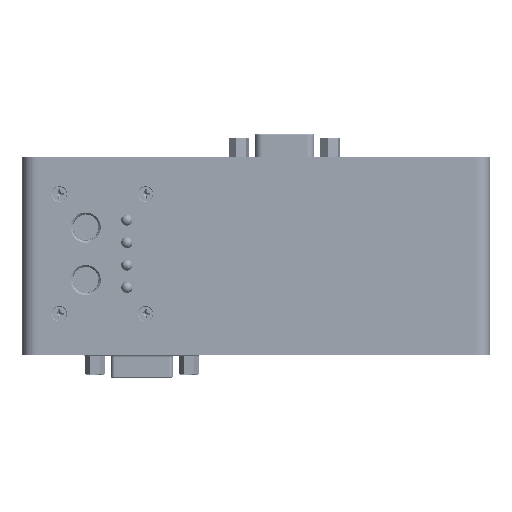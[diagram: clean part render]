
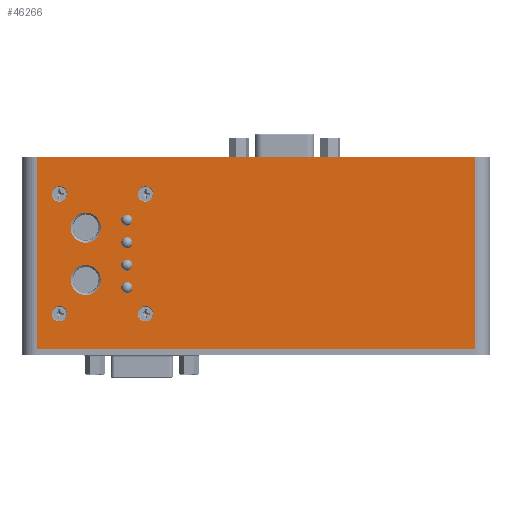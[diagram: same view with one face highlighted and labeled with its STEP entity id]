
A CAD part, top view. The second image highlights one B-rep face of the part: STEP entity #46266.
In plain terms, the highlighted planar face has unit normal (0, 0, 1).
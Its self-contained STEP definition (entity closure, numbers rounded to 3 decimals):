
#1595=FACE_BOUND('',#8070,.T.);
#1596=FACE_BOUND('',#8071,.T.);
#1597=FACE_BOUND('',#8072,.T.);
#1598=FACE_BOUND('',#8073,.T.);
#1599=FACE_BOUND('',#8074,.T.);
#1600=FACE_BOUND('',#8075,.T.);
#1601=FACE_BOUND('',#8076,.T.);
#1602=FACE_BOUND('',#8077,.T.);
#1603=FACE_BOUND('',#8078,.T.);
#1604=FACE_BOUND('',#8079,.T.);
#2497=PLANE('',#50292);
#5398=FACE_OUTER_BOUND('',#8069,.T.);
#8069=EDGE_LOOP('',(#38393,#38394,#38395,#38396));
#8070=EDGE_LOOP('',(#38397));
#8071=EDGE_LOOP('',(#38398));
#8072=EDGE_LOOP('',(#38399));
#8073=EDGE_LOOP('',(#38400,#38401));
#8074=EDGE_LOOP('',(#38402,#38403));
#8075=EDGE_LOOP('',(#38404,#38405));
#8076=EDGE_LOOP('',(#38406,#38407));
#8077=EDGE_LOOP('',(#38408));
#8078=EDGE_LOOP('',(#38409));
#8079=EDGE_LOOP('',(#38410));
#11774=LINE('',#72736,#16467);
#11850=LINE('',#73107,#16543);
#11862=LINE('',#73139,#16555);
#11863=LINE('',#73141,#16556);
#16467=VECTOR('',#58946,10.);
#16543=VECTOR('',#59334,10.);
#16555=VECTOR('',#59374,10.);
#16556=VECTOR('',#59377,10.);
#19845=CIRCLE('',#50233,4.025);
#19847=CIRCLE('',#50236,2.05);
#19848=CIRCLE('',#50237,2.05);
#19851=CIRCLE('',#50241,2.05);
#19852=CIRCLE('',#50242,2.05);
#19855=CIRCLE('',#50246,2.05);
#19856=CIRCLE('',#50247,2.05);
#19859=CIRCLE('',#50251,2.05);
#19860=CIRCLE('',#50252,2.05);
#19863=CIRCLE('',#50256,4.025);
#19864=CIRCLE('',#50258,1.5);
#19865=CIRCLE('',#50260,1.5);
#19866=CIRCLE('',#50262,1.5);
#19867=CIRCLE('',#50264,1.5);
#22672=VERTEX_POINT('',#72733);
#22673=VERTEX_POINT('',#72735);
#22784=VERTEX_POINT('',#73017);
#22787=VERTEX_POINT('',#73024);
#22788=VERTEX_POINT('',#73026);
#22791=VERTEX_POINT('',#73034);
#22792=VERTEX_POINT('',#73036);
#22795=VERTEX_POINT('',#73044);
#22796=VERTEX_POINT('',#73046);
#22799=VERTEX_POINT('',#73054);
#22800=VERTEX_POINT('',#73056);
#22802=VERTEX_POINT('',#73063);
#22803=VERTEX_POINT('',#73067);
#22804=VERTEX_POINT('',#73071);
#22805=VERTEX_POINT('',#73075);
#22806=VERTEX_POINT('',#73079);
#22808=VERTEX_POINT('',#73096);
#22811=VERTEX_POINT('',#73104);
#28168=EDGE_CURVE('',#22673,#22672,#11774,.T.);
#28309=EDGE_CURVE('',#22784,#22784,#19845,.T.);
#28312=EDGE_CURVE('',#22788,#22787,#19847,.T.);
#28313=EDGE_CURVE('',#22787,#22788,#19848,.T.);
#28317=EDGE_CURVE('',#22792,#22791,#19851,.T.);
#28318=EDGE_CURVE('',#22791,#22792,#19852,.T.);
#28322=EDGE_CURVE('',#22796,#22795,#19855,.T.);
#28323=EDGE_CURVE('',#22795,#22796,#19856,.T.);
#28327=EDGE_CURVE('',#22800,#22799,#19859,.T.);
#28328=EDGE_CURVE('',#22799,#22800,#19860,.T.);
#28332=EDGE_CURVE('',#22802,#22802,#19863,.T.);
#28333=EDGE_CURVE('',#22803,#22803,#19864,.T.);
#28335=EDGE_CURVE('',#22804,#22804,#19865,.T.);
#28337=EDGE_CURVE('',#22805,#22805,#19866,.T.);
#28339=EDGE_CURVE('',#22806,#22806,#19867,.T.);
#28352=EDGE_CURVE('',#22811,#22808,#11850,.T.);
#28369=EDGE_CURVE('',#22673,#22811,#11862,.T.);
#28370=EDGE_CURVE('',#22808,#22672,#11863,.T.);
#38393=ORIENTED_EDGE('',*,*,#28352,.F.);
#38394=ORIENTED_EDGE('',*,*,#28369,.F.);
#38395=ORIENTED_EDGE('',*,*,#28168,.T.);
#38396=ORIENTED_EDGE('',*,*,#28370,.F.);
#38397=ORIENTED_EDGE('',*,*,#28337,.F.);
#38398=ORIENTED_EDGE('',*,*,#28333,.F.);
#38399=ORIENTED_EDGE('',*,*,#28332,.F.);
#38400=ORIENTED_EDGE('',*,*,#28327,.T.);
#38401=ORIENTED_EDGE('',*,*,#28328,.T.);
#38402=ORIENTED_EDGE('',*,*,#28322,.T.);
#38403=ORIENTED_EDGE('',*,*,#28323,.T.);
#38404=ORIENTED_EDGE('',*,*,#28317,.T.);
#38405=ORIENTED_EDGE('',*,*,#28318,.T.);
#38406=ORIENTED_EDGE('',*,*,#28312,.T.);
#38407=ORIENTED_EDGE('',*,*,#28313,.T.);
#38408=ORIENTED_EDGE('',*,*,#28309,.F.);
#38409=ORIENTED_EDGE('',*,*,#28339,.F.);
#38410=ORIENTED_EDGE('',*,*,#28335,.F.);
#46266=ADVANCED_FACE('',(#5398,#1595,#1596,#1597,#1598,#1599,#1600,#1601,
#1602,#1603,#1604),#2497,.T.);
#50233=AXIS2_PLACEMENT_3D('',#73019,#59229,#59230);
#50236=AXIS2_PLACEMENT_3D('',#73027,#59236,#59237);
#50237=AXIS2_PLACEMENT_3D('',#73028,#59238,#59239);
#50241=AXIS2_PLACEMENT_3D('',#73037,#59247,#59248);
#50242=AXIS2_PLACEMENT_3D('',#73038,#59249,#59250);
#50246=AXIS2_PLACEMENT_3D('',#73047,#59258,#59259);
#50247=AXIS2_PLACEMENT_3D('',#73048,#59260,#59261);
#50251=AXIS2_PLACEMENT_3D('',#73057,#59269,#59270);
#50252=AXIS2_PLACEMENT_3D('',#73058,#59271,#59272);
#50256=AXIS2_PLACEMENT_3D('',#73065,#59280,#59281);
#50258=AXIS2_PLACEMENT_3D('',#73068,#59284,#59285);
#50260=AXIS2_PLACEMENT_3D('',#73072,#59289,#59290);
#50262=AXIS2_PLACEMENT_3D('',#73076,#59294,#59295);
#50264=AXIS2_PLACEMENT_3D('',#73080,#59299,#59300);
#50292=AXIS2_PLACEMENT_3D('',#73140,#59375,#59376);
#58946=DIRECTION('',(1.,0.,0.));
#59229=DIRECTION('center_axis',(0.,0.,1.));
#59230=DIRECTION('ref_axis',(-1.,0.,0.));
#59236=DIRECTION('center_axis',(0.,0.,-1.));
#59237=DIRECTION('ref_axis',(1.,0.,0.));
#59238=DIRECTION('center_axis',(0.,0.,-1.));
#59239=DIRECTION('ref_axis',(1.,0.,0.));
#59247=DIRECTION('center_axis',(0.,0.,-1.));
#59248=DIRECTION('ref_axis',(1.,0.,0.));
#59249=DIRECTION('center_axis',(0.,0.,-1.));
#59250=DIRECTION('ref_axis',(1.,0.,0.));
#59258=DIRECTION('center_axis',(0.,0.,-1.));
#59259=DIRECTION('ref_axis',(1.,0.,0.));
#59260=DIRECTION('center_axis',(0.,0.,-1.));
#59261=DIRECTION('ref_axis',(1.,0.,0.));
#59269=DIRECTION('center_axis',(0.,0.,-1.));
#59270=DIRECTION('ref_axis',(1.,0.,0.));
#59271=DIRECTION('center_axis',(0.,0.,-1.));
#59272=DIRECTION('ref_axis',(1.,0.,0.));
#59280=DIRECTION('center_axis',(0.,0.,1.));
#59281=DIRECTION('ref_axis',(-1.,0.,0.));
#59284=DIRECTION('center_axis',(0.,0.,1.));
#59285=DIRECTION('ref_axis',(-1.,0.,0.));
#59289=DIRECTION('center_axis',(0.,0.,1.));
#59290=DIRECTION('ref_axis',(-1.,0.,0.));
#59294=DIRECTION('center_axis',(0.,0.,1.));
#59295=DIRECTION('ref_axis',(-1.,0.,0.));
#59299=DIRECTION('center_axis',(0.,0.,1.));
#59300=DIRECTION('ref_axis',(-1.,0.,0.));
#59334=DIRECTION('',(1.,0.,0.));
#59374=DIRECTION('',(0.,1.,0.));
#59375=DIRECTION('center_axis',(0.,0.,1.));
#59376=DIRECTION('ref_axis',(-1.,0.,0.));
#59377=DIRECTION('',(0.,-1.,0.));
#72733=CARTESIAN_POINT('',(113.5,-50.,23.105));
#72735=CARTESIAN_POINT('',(-3.5,-50.,23.105));
#72736=CARTESIAN_POINT('',(86.25,-50.,23.105));
#73017=CARTESIAN_POINT('',(13.525,-31.5,23.105));
#73019=CARTESIAN_POINT('Origin',(9.5,-31.5,23.105));
#73024=CARTESIAN_POINT('',(0.45,-40.5,23.105));
#73026=CARTESIAN_POINT('',(4.55,-40.5,23.105));
#73027=CARTESIAN_POINT('Origin',(2.5,-40.5,23.105));
#73028=CARTESIAN_POINT('Origin',(2.5,-40.5,23.105));
#73034=CARTESIAN_POINT('',(23.45,-40.5,23.105));
#73036=CARTESIAN_POINT('',(27.55,-40.5,23.105));
#73037=CARTESIAN_POINT('Origin',(25.5,-40.5,23.105));
#73038=CARTESIAN_POINT('Origin',(25.5,-40.5,23.105));
#73044=CARTESIAN_POINT('',(23.45,-8.5,23.105));
#73046=CARTESIAN_POINT('',(27.55,-8.5,23.105));
#73047=CARTESIAN_POINT('Origin',(25.5,-8.5,23.105));
#73048=CARTESIAN_POINT('Origin',(25.5,-8.5,23.105));
#73054=CARTESIAN_POINT('',(0.45,-8.5,23.105));
#73056=CARTESIAN_POINT('',(4.55,-8.5,23.105));
#73057=CARTESIAN_POINT('Origin',(2.5,-8.5,23.105));
#73058=CARTESIAN_POINT('Origin',(2.5,-8.5,23.105));
#73063=CARTESIAN_POINT('',(13.525,-17.5,23.105));
#73065=CARTESIAN_POINT('Origin',(9.5,-17.5,23.105));
#73067=CARTESIAN_POINT('',(22.,-33.5,23.105));
#73068=CARTESIAN_POINT('Origin',(20.5,-33.5,23.105));
#73071=CARTESIAN_POINT('',(22.,-15.5,23.105));
#73072=CARTESIAN_POINT('Origin',(20.5,-15.5,23.105));
#73075=CARTESIAN_POINT('',(22.,-21.5,23.105));
#73076=CARTESIAN_POINT('Origin',(20.5,-21.5,23.105));
#73079=CARTESIAN_POINT('',(22.,-27.5,23.105));
#73080=CARTESIAN_POINT('Origin',(20.5,-27.5,23.105));
#73096=CARTESIAN_POINT('',(113.5,1.3,23.105));
#73104=CARTESIAN_POINT('',(-3.5,1.3,23.105));
#73107=CARTESIAN_POINT('',(86.25,1.3,23.105));
#73139=CARTESIAN_POINT('',(-3.5,0.,23.105));
#73140=CARTESIAN_POINT('Origin',(117.5,0.,23.105));
#73141=CARTESIAN_POINT('',(113.5,0.,23.105));
